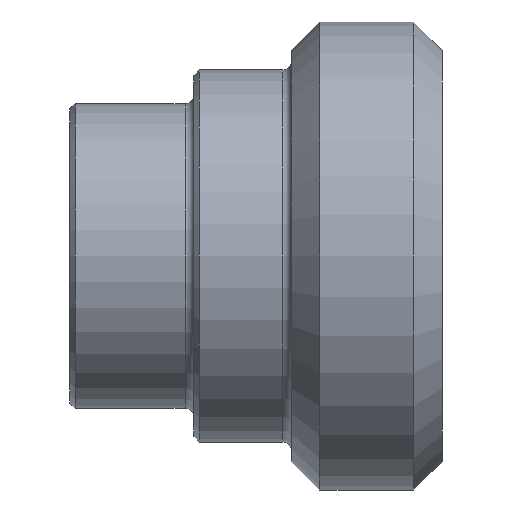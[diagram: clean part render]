
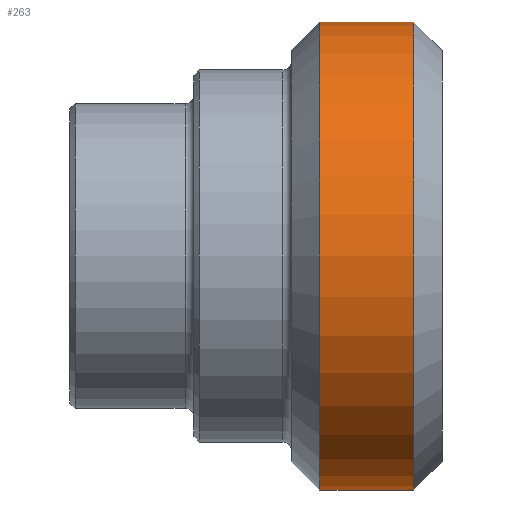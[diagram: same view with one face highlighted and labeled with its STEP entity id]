
A CAD part, front view. The second image highlights one B-rep face of the part: STEP entity #263.
In plain terms, the highlighted cylindrical face has radius 13.2 mm (diameter 26.4 mm), a full revolution.
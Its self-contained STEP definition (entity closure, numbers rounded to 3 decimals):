
#37=LINE('',#494,#47);
#47=VECTOR('',#415,13.2);
#52=CYLINDRICAL_SURFACE('',#323,13.2);
#67=FACE_OUTER_BOUND('',#87,.T.);
#87=EDGE_LOOP('',(#236,#237,#238,#239,#240,#241));
#111=CIRCLE('',#321,13.2);
#112=CIRCLE('',#322,13.2);
#113=CIRCLE('',#324,13.2);
#114=CIRCLE('',#325,13.2);
#135=VERTEX_POINT('',#487);
#136=VERTEX_POINT('',#489);
#137=VERTEX_POINT('',#493);
#138=VERTEX_POINT('',#495);
#169=EDGE_CURVE('',#135,#136,#111,.T.);
#170=EDGE_CURVE('',#136,#135,#112,.T.);
#171=EDGE_CURVE('',#136,#137,#37,.T.);
#172=EDGE_CURVE('',#138,#137,#113,.T.);
#173=EDGE_CURVE('',#137,#138,#114,.T.);
#236=ORIENTED_EDGE('',*,*,#169,.F.);
#237=ORIENTED_EDGE('',*,*,#170,.F.);
#238=ORIENTED_EDGE('',*,*,#171,.T.);
#239=ORIENTED_EDGE('',*,*,#172,.F.);
#240=ORIENTED_EDGE('',*,*,#173,.F.);
#241=ORIENTED_EDGE('',*,*,#171,.F.);
#263=ADVANCED_FACE('',(#67),#52,.T.);
#321=AXIS2_PLACEMENT_3D('',#490,#409,#410);
#322=AXIS2_PLACEMENT_3D('',#491,#411,#412);
#323=AXIS2_PLACEMENT_3D('',#492,#413,#414);
#324=AXIS2_PLACEMENT_3D('',#496,#416,#417);
#325=AXIS2_PLACEMENT_3D('',#497,#418,#419);
#409=DIRECTION('center_axis',(1.,0.,0.));
#410=DIRECTION('ref_axis',(0.,-1.,0.));
#411=DIRECTION('center_axis',(1.,0.,0.));
#412=DIRECTION('ref_axis',(0.,-1.,0.));
#413=DIRECTION('center_axis',(1.,0.,0.));
#414=DIRECTION('ref_axis',(0.,1.,0.));
#415=DIRECTION('',(-1.,0.,0.));
#416=DIRECTION('center_axis',(-1.,0.,0.));
#417=DIRECTION('ref_axis',(0.,-1.,0.));
#418=DIRECTION('center_axis',(-1.,0.,0.));
#419=DIRECTION('ref_axis',(0.,-1.,0.));
#487=CARTESIAN_POINT('',(-1.6,13.2,0.));
#489=CARTESIAN_POINT('',(-1.6,-13.2,0.));
#490=CARTESIAN_POINT('Origin',(-1.6,0.,0.));
#491=CARTESIAN_POINT('Origin',(-1.6,0.,0.));
#492=CARTESIAN_POINT('Origin',(-4.25,0.,0.));
#493=CARTESIAN_POINT('',(-6.9,-13.2,0.));
#494=CARTESIAN_POINT('',(-4.25,-13.2,0.));
#495=CARTESIAN_POINT('',(-6.9,13.2,0.));
#496=CARTESIAN_POINT('Origin',(-6.9,0.,0.));
#497=CARTESIAN_POINT('Origin',(-6.9,0.,0.));
